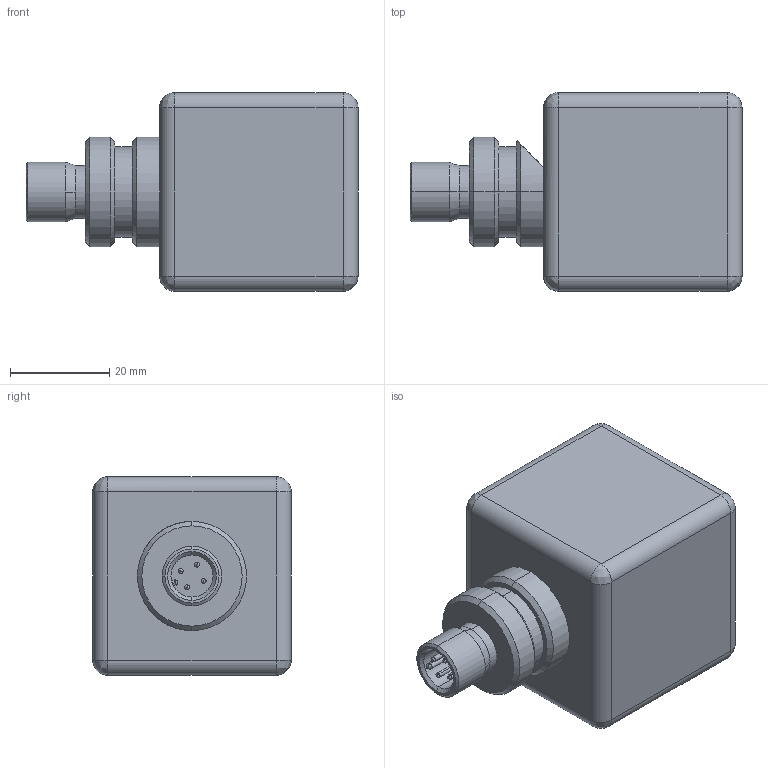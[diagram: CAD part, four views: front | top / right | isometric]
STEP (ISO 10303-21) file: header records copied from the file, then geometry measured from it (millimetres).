
FILE_DESCRIPTION (( 'STEP AP214' ), '1' );
FILE_NAME ('RLH-C44PA-NIS.STEP', '2022-01-14T18:59:49', ( '' ), ( '' ), 'SwSTEP 2.0', 'SolidWorks 2021', '' );
FILE_SCHEMA (( 'AUTOMOTIVE_DESIGN' ));
Length unit declared in the file: inch
Products named in the file (1): RLH-C44PA-NIS
Bounding box: 66.91 x 40 x 40 mm (x, y, z)
Volume: 68902.5 mm3; surface area: 10984.9 mm2
Topology: 1 solids, 1 shells, 87 faces, 189 edges, 103 vertices
Faces by surface type: bspline 27, cylinder 27, plane 19, cone 14
Entity records: 5464 total; most frequent: CARTESIAN_POINT 3727, ORIENTED_EDGE 358, DIRECTION 331, EDGE_CURVE 179, AXIS2_PLACEMENT_3D 131, VERTEX_POINT 103, EDGE_LOOP 96, FACE_OUTER_BOUND 87
